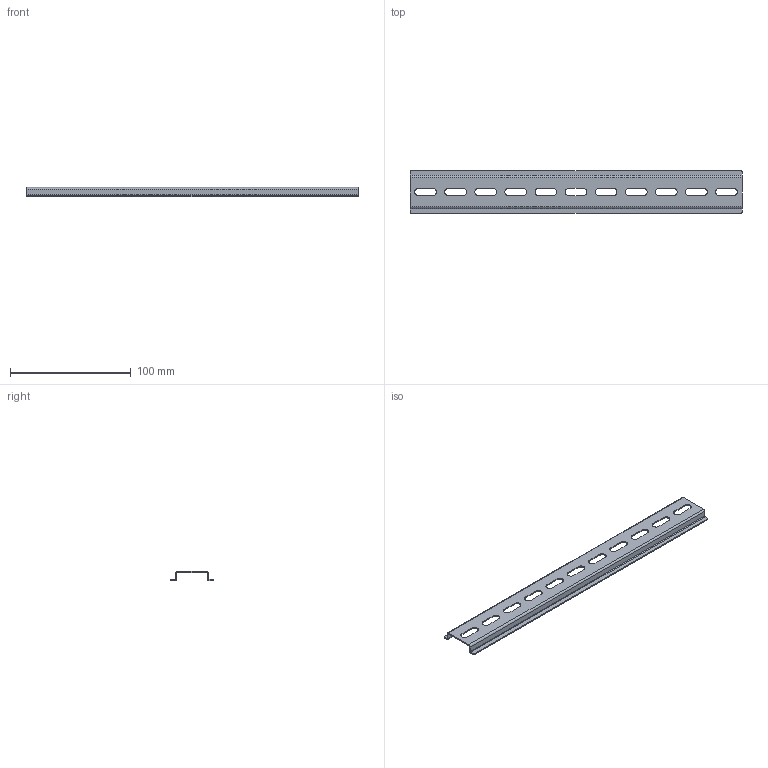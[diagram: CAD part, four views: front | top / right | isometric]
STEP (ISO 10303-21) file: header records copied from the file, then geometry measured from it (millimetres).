
FILE_DESCRIPTION (( 'STEP AP203' ), '1' );
FILE_NAME ('DIN-35-NB14.STEP', '2011-07-05T16:16:07', ( 'x' ), ( 'Microsoft' ), 'SwSTEP 2.0', 'SolidWorks 2010', '' );
FILE_SCHEMA (( 'CONFIG_CONTROL_DESIGN' ));
Length unit declared in the file: inch
Products named in the file (1): DIN-35-NB14
Bounding box: 274.64 x 35.05 x 7.62 mm (x, y, z)
Volume: 11508.7 mm3; surface area: 24342.9 mm2
Topology: 1 solids, 1 shells, 81 faces, 237 edges, 158 vertices
Faces by surface type: cylinder 45, plane 36
Entity records: 2844 total; most frequent: DIRECTION 491, CARTESIAN_POINT 477, ORIENTED_EDGE 474, EDGE_CURVE 237, AXIS2_PLACEMENT_3D 172, VERTEX_POINT 158, VECTOR 147, LINE 147
